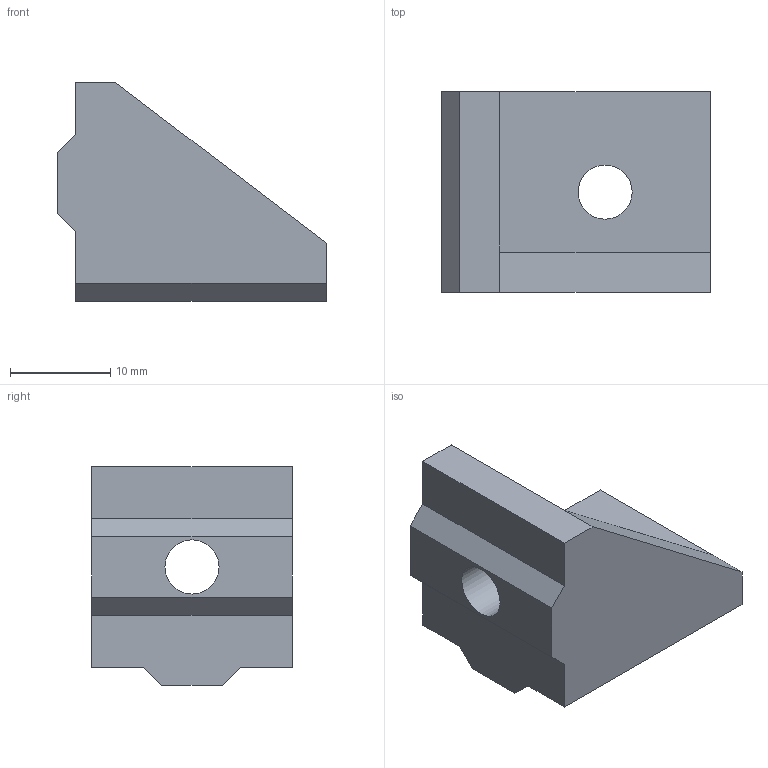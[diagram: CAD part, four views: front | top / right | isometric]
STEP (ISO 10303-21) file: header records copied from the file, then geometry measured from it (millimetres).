
FILE_DESCRIPTION(/* description */ (''),/* implementation_level */ '2;1');
FILE_NAME(/* name */ 'Bed Support L Bracket.step',/* time_stamp */ '2018-05-09T21:22:00+02:00',/* author */ (''),/* organization */ (''),/* preprocessor_version */ 'ST-DEVELOPER v17',/* originating_system */ 'Autodesk Translation Framework v7.1.0.215',/* authorisation */ '');
FILE_SCHEMA (('AUTOMOTIVE_DESIGN { 1 0 10303 214 3 1 1 }'));
Length unit declared in the file: millimetre
Products named in the file (1): Bed Support L Bracket
Bounding box: 26.8 x 20 x 21.8 mm (x, y, z)
Volume: 4318.1 mm3; surface area: 2650 mm2
Topology: 1 solids, 1 shells, 20 faces, 53 edges, 35 vertices
Faces by surface type: plane 18, cylinder 2
Full cylindrical faces by diameter (mm): 5.4 x2
Entity records: 662 total; most frequent: CARTESIAN_POINT 109, ORIENTED_EDGE 106, DIRECTION 100, EDGE_CURVE 53, LINE 48, VECTOR 48, VERTEX_POINT 35, AXIS2_PLACEMENT_3D 26
